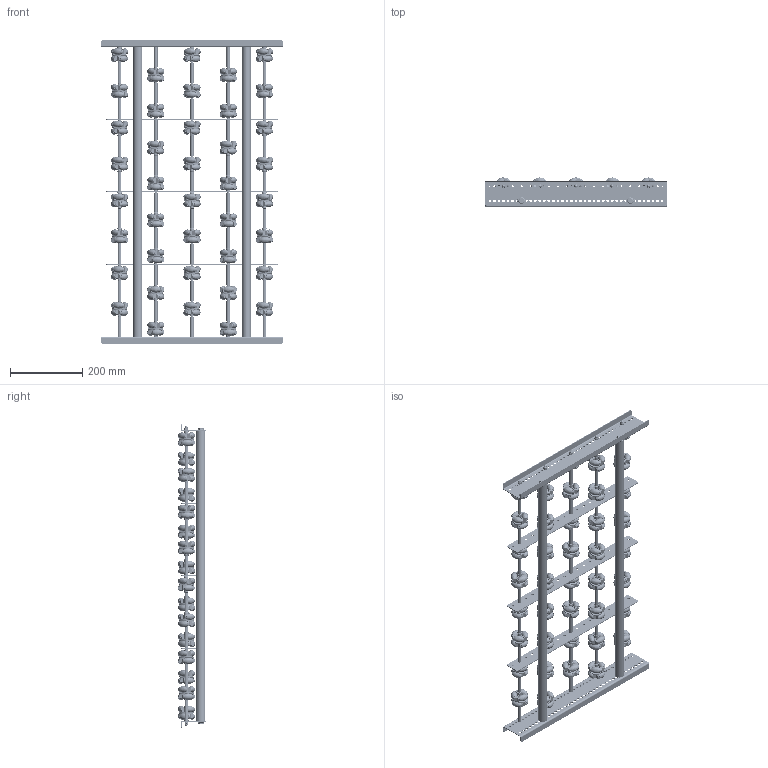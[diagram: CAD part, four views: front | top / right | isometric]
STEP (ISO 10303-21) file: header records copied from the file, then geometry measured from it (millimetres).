
FILE_DESCRIPTION (( 'STEP AP214' ), '1' );
FILE_NAME ('0051835.step', '2021-10-26T12:34:09', ( '' ), ( '' ), 'SwSTEP 2.0', 'SolidWorks 2020', '' );
FILE_SCHEMA (( 'AUTOMOTIVE_DESIGN' ));
Length unit declared in the file: millimetre
Products named in the file (14): 0015028_AWR48; AWR-Achse-f黵-Konfiguration_L800; Profil-RB-20x70x20x2_S100208_U-PROFIL-20-70-20-2-RB-L=500; 0051835; S108767_Längstraverse-42x2,5-AWR_L500; AWR48_Stift; Traversen_KFG_L800; AWR48_Röllchen; 0036819_SICHERUNGS-HUTMUTTER-DIN986-M6; 0019719_Gewindestange-M6_L=820; 0019730_Tragrollenrohr-Ø10x1,75KU_KFG_0019730_L=54; AWR48_Halter; S100994_Sperrzahnschraube_M08x16-8.8-A2K; 0027528_BUCHSE-HOHLNIETE ZU AWR48
Assembly tree (72 placements, depth 4):
  0051835
    Profil-RB-20x70x20x2_S100208_U-PROFIL-20-70-20-2-RB-L=500  x2
    AWR-Achse-f黵-Konfiguration_L800  x5
      0019719_Gewindestange-M6_L=820
      0015028_AWR48
        AWR48_Halter
        AWR48_Röllchen  x6
        AWR48_Stift  x6
      0019730_Tragrollenrohr-Ø10x1,75KU_KFG_0019730_L=54
      0027528_BUCHSE-HOHLNIETE ZU AWR48
    S100994_Sperrzahnschraube_M08x16-8.8-A2K  x4
    Traversen_KFG_L800  x2
    S108767_Längstraverse-42x2,5-AWR_L500  x3
    0036819_SICHERUNGS-HUTMUTTER-DIN986-M6  x10
Bounding box: 500 x 78.93 x 840 mm (x, y, z)
Volume: 2511388.5 mm3; surface area: 1779635.8 mm2
Topology: 670 solids, 670 shells, 11946 faces, 27550 edges, 17420 vertices
Faces by surface type: cylinder 4704, plane 4148, torus 2116, cone 958, sphere 20
Entity records: 18542 total; most frequent: CARTESIAN_POINT 4010, DIRECTION 3045, ORIENTED_EDGE 2638, EDGE_CURVE 1319, AXIS2_PLACEMENT_3D 1286, VERTEX_POINT 846, EDGE_LOOP 745, CIRCLE 702
